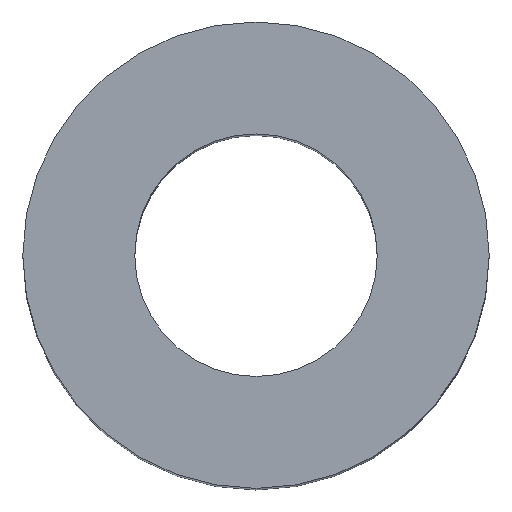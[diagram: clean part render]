
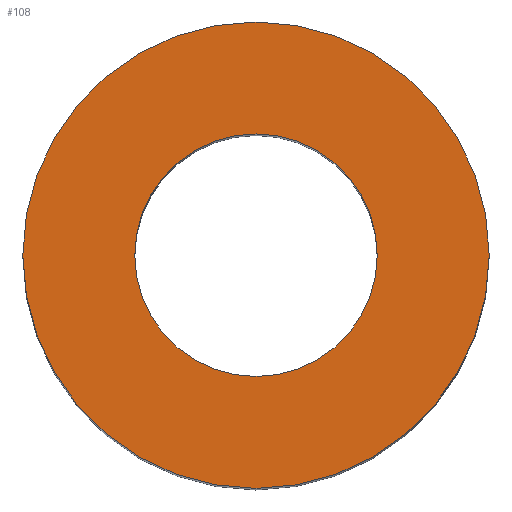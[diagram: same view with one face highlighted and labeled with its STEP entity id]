
A CAD part, top view. The second image highlights one B-rep face of the part: STEP entity #108.
In plain terms, the highlighted planar face has unit normal (0, 0, 1).
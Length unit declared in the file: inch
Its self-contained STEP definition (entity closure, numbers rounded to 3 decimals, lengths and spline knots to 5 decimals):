
#15 = CIRCLE ( 'NONE', #230, 0.25 ) ;
#17 = EDGE_LOOP ( 'NONE', ( #73, #76 ) ) ;
#32 = CIRCLE ( 'NONE', #246, 0.25 ) ;
#34 = CIRCLE ( 'NONE', #234, 0.13 ) ;
#41 = EDGE_LOOP ( 'NONE', ( #43, #68 ) ) ;
#43 = ORIENTED_EDGE ( 'NONE', *, *, #231, .T. ) ;
#49 = FACE_BOUND ( 'NONE', #17, .T. ) ;
#52 = CIRCLE ( 'NONE', #223, 0.13 ) ;
#68 = ORIENTED_EDGE ( 'NONE', *, *, #242, .T. ) ;
#70 = FACE_OUTER_BOUND ( 'NONE', #41, .T. ) ;
#73 = ORIENTED_EDGE ( 'NONE', *, *, #238, .F. ) ;
#76 = ORIENTED_EDGE ( 'NONE', *, *, #252, .F. ) ;
#108 = ADVANCED_FACE ( 'NONE', ( #70, #49 ), #178, .T. ) ;
#119 = DIRECTION ( 'NONE',  ( 1., 0., 0. ) ) ;
#125 = DIRECTION ( 'NONE',  ( 1., 0., 0. ) ) ;
#126 = DIRECTION ( 'NONE',  ( 0., 0., 1. ) ) ;
#137 = CARTESIAN_POINT ( 'NONE',  ( 0., 0., 0.5 ) ) ;
#138 = DIRECTION ( 'NONE',  ( 1., 0., 0. ) ) ;
#139 = DIRECTION ( 'NONE',  ( 0., 0., 1. ) ) ;
#143 = CARTESIAN_POINT ( 'NONE',  ( 0., 0., 0.5 ) ) ;
#153 = CARTESIAN_POINT ( 'NONE',  ( 0., 0., 0.5 ) ) ;
#154 = DIRECTION ( 'NONE',  ( 0., 0., 1. ) ) ;
#158 = CARTESIAN_POINT ( 'NONE',  ( 0., 0., 0.5 ) ) ;
#161 = DIRECTION ( 'NONE',  ( 0., 0., 1. ) ) ;
#162 = DIRECTION ( 'NONE',  ( 1., 0., 0. ) ) ;
#166 = CARTESIAN_POINT ( 'NONE',  ( 0.13, 0., 0.5 ) ) ;
#174 = DIRECTION ( 'NONE',  ( 1., 0., 0. ) ) ;
#175 = DIRECTION ( 'NONE',  ( 0., 0., 1. ) ) ;
#178 = PLANE ( 'NONE',  #219 ) ;
#179 = CARTESIAN_POINT ( 'NONE',  ( 0., 0., 0.5 ) ) ;
#180 = CARTESIAN_POINT ( 'NONE',  ( 0.25, 0., 0.5 ) ) ;
#190 = CARTESIAN_POINT ( 'NONE',  ( -0.25, 0., 0.5 ) ) ;
#192 = CARTESIAN_POINT ( 'NONE',  ( -0.13, 0., 0.5 ) ) ;
#195 = VERTEX_POINT ( 'NONE', #166 ) ;
#196 = VERTEX_POINT ( 'NONE', #180 ) ;
#201 = VERTEX_POINT ( 'NONE', #190 ) ;
#202 = VERTEX_POINT ( 'NONE', #192 ) ;
#219 = AXIS2_PLACEMENT_3D ( 'NONE', #179, #175, #174 ) ;
#223 = AXIS2_PLACEMENT_3D ( 'NONE', #137, #126, #125 ) ;
#230 = AXIS2_PLACEMENT_3D ( 'NONE', #143, #139, #138 ) ;
#231 = EDGE_CURVE ( 'NONE', #201, #196, #32, .T. ) ;
#234 = AXIS2_PLACEMENT_3D ( 'NONE', #158, #161, #162 ) ;
#238 = EDGE_CURVE ( 'NONE', #202, #195, #34, .T. ) ;
#242 = EDGE_CURVE ( 'NONE', #196, #201, #15, .T. ) ;
#246 = AXIS2_PLACEMENT_3D ( 'NONE', #153, #154, #119 ) ;
#252 = EDGE_CURVE ( 'NONE', #195, #202, #52, .T. ) ;
